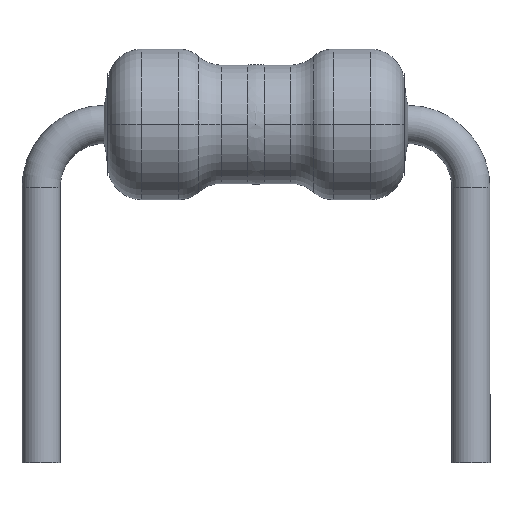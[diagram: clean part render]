
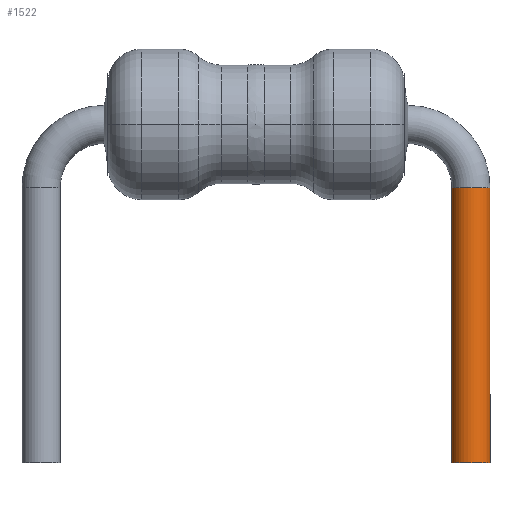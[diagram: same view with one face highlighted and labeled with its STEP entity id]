
A CAD part, top view. The second image highlights one B-rep face of the part: STEP entity #1522.
In plain terms, the highlighted cylindrical face has radius 0.225 mm (diameter 0.45 mm), a partial arc.
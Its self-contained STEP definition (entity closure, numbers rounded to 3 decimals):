
#21 = LINE ( 'NONE', #1577, #1436 ) ;
#127 = ORIENTED_EDGE ( 'NONE', *, *, #350, .T. ) ;
#210 = AXIS2_PLACEMENT_3D ( 'NONE', #277, #963, #981 ) ;
#212 = VERTEX_POINT ( 'NONE', #885 ) ;
#277 = CARTESIAN_POINT ( 'NONE',  ( 2.54, -0.75, 0. ) ) ;
#350 = EDGE_CURVE ( 'NONE', #1337, #1152, #21, .T. ) ;
#372 = DIRECTION ( 'NONE',  ( -1., 0., 0. ) ) ;
#464 = CYLINDRICAL_SURFACE ( 'NONE', #619, 0.225 ) ;
#474 = DIRECTION ( 'NONE',  ( 0., 1., 0. ) ) ;
#496 = VERTEX_POINT ( 'NONE', #1191 ) ;
#556 = EDGE_CURVE ( 'NONE', #212, #1152, #831, .T. ) ;
#597 = CARTESIAN_POINT ( 'NONE',  ( 2.54, -4., 0. ) ) ;
#619 = AXIS2_PLACEMENT_3D ( 'NONE', #597, #474, #990 ) ;
#621 = ORIENTED_EDGE ( 'NONE', *, *, #1146, .T. ) ;
#746 = CARTESIAN_POINT ( 'NONE',  ( 2.765, -4., 0. ) ) ;
#753 = ORIENTED_EDGE ( 'NONE', *, *, #1133, .F. ) ;
#771 = DIRECTION ( 'NONE',  ( 0., 1., 0. ) ) ;
#831 = CIRCLE ( 'NONE', #210, 0.225 ) ;
#837 = EDGE_LOOP ( 'NONE', ( #621, #127, #858, #753 ) ) ;
#858 = ORIENTED_EDGE ( 'NONE', *, *, #556, .F. ) ;
#880 = AXIS2_PLACEMENT_3D ( 'NONE', #1572, #1679, #372 ) ;
#885 = CARTESIAN_POINT ( 'NONE',  ( 2.315, -0.75, 0. ) ) ;
#963 = DIRECTION ( 'NONE',  ( 0., 1., 0. ) ) ;
#981 = DIRECTION ( 'NONE',  ( -1., 0., 0. ) ) ;
#982 = FACE_OUTER_BOUND ( 'NONE', #837, .T. ) ;
#990 = DIRECTION ( 'NONE',  ( -1., 0., 0. ) ) ;
#1002 = DIRECTION ( 'NONE',  ( 0., 1., 0. ) ) ;
#1061 = VECTOR ( 'NONE', #1002, 1000. ) ;
#1133 = EDGE_CURVE ( 'NONE', #496, #212, #1261, .T. ) ;
#1143 = CARTESIAN_POINT ( 'NONE',  ( 2.765, -0.75, 0. ) ) ;
#1146 = EDGE_CURVE ( 'NONE', #496, #1337, #1633, .T. ) ;
#1152 = VERTEX_POINT ( 'NONE', #1143 ) ;
#1191 = CARTESIAN_POINT ( 'NONE',  ( 2.315, -4., 0. ) ) ;
#1261 = LINE ( 'NONE', #1415, #1061 ) ;
#1337 = VERTEX_POINT ( 'NONE', #746 ) ;
#1415 = CARTESIAN_POINT ( 'NONE',  ( 2.315, -4., 0. ) ) ;
#1436 = VECTOR ( 'NONE', #771, 1000. ) ;
#1522 = ADVANCED_FACE ( 'NONE', ( #982 ), #464, .T. ) ;
#1572 = CARTESIAN_POINT ( 'NONE',  ( 2.54, -4., 0. ) ) ;
#1577 = CARTESIAN_POINT ( 'NONE',  ( 2.765, -4., 0. ) ) ;
#1633 = CIRCLE ( 'NONE', #880, 0.225 ) ;
#1679 = DIRECTION ( 'NONE',  ( 0., 1., 0. ) ) ;
